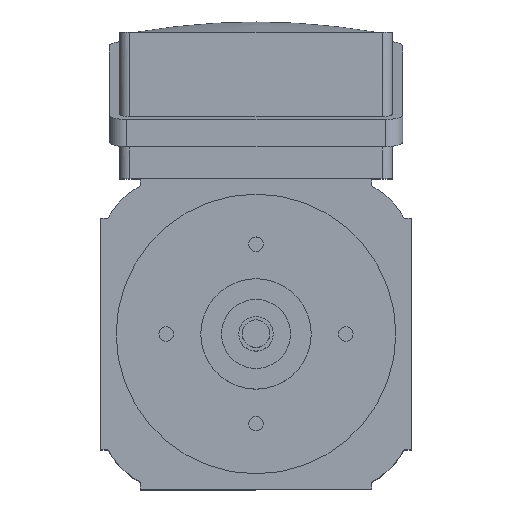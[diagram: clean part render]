
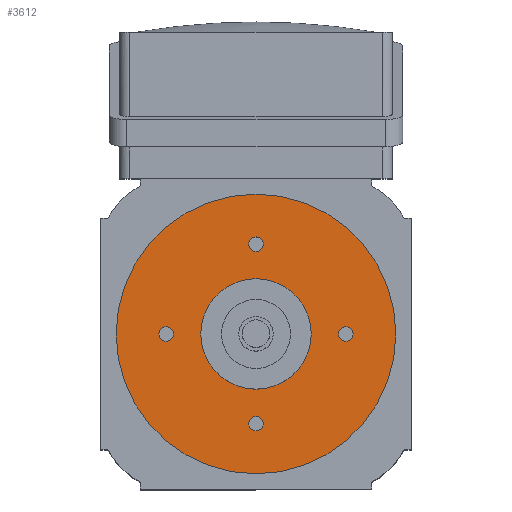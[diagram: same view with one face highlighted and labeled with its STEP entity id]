
A CAD part, top view. The second image highlights one B-rep face of the part: STEP entity #3612.
In plain terms, the highlighted planar face has unit normal (0, 0, 1).
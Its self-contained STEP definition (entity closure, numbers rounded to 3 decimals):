
#10 = CARTESIAN_POINT ( 'NONE',  ( 0., 0., 0. ) ) ;
#26 = DIRECTION ( 'NONE',  ( 1., 0., 0. ) ) ;
#35 = DIRECTION ( 'NONE',  ( 1., 0., 0. ) ) ;
#129 = EDGE_CURVE ( 'NONE', #3334, #1274, #3245, .T. ) ;
#159 = CARTESIAN_POINT ( 'NONE',  ( 26., 0., 0. ) ) ;
#213 = FACE_BOUND ( 'NONE', #4782, .T. ) ;
#242 = DIRECTION ( 'NONE',  ( 0., 0., 1. ) ) ;
#293 = DIRECTION ( 'NONE',  ( 0., 0., 1. ) ) ;
#307 = CIRCLE ( 'NONE', #2634, 40.5 ) ;
#314 = DIRECTION ( 'NONE',  ( 1., 0., 0. ) ) ;
#332 = CARTESIAN_POINT ( 'NONE',  ( -2.1, -26., 0. ) ) ;
#401 = DIRECTION ( 'NONE',  ( 1., 0., 0. ) ) ;
#484 = CARTESIAN_POINT ( 'NONE',  ( 28.1, 0., 0. ) ) ;
#590 = CIRCLE ( 'NONE', #931, 2.1 ) ;
#604 = ORIENTED_EDGE ( 'NONE', *, *, #2816, .F. ) ;
#675 = DIRECTION ( 'NONE',  ( 1., 0., 0. ) ) ;
#749 = PLANE ( 'NONE',  #2496 ) ;
#766 = DIRECTION ( 'NONE',  ( 0., 0., 1. ) ) ;
#819 = DIRECTION ( 'NONE',  ( 1., 0., 0. ) ) ;
#891 = AXIS2_PLACEMENT_3D ( 'NONE', #1944, #766, #819 ) ;
#913 = AXIS2_PLACEMENT_3D ( 'NONE', #2083, #2924, #26 ) ;
#931 = AXIS2_PLACEMENT_3D ( 'NONE', #1442, #5338, #3562 ) ;
#996 = EDGE_CURVE ( 'NONE', #4903, #4147, #3253, .T. ) ;
#1033 = ORIENTED_EDGE ( 'NONE', *, *, #2980, .F. ) ;
#1075 = DIRECTION ( 'NONE',  ( 1., 0., 0. ) ) ;
#1125 = DIRECTION ( 'NONE',  ( 0., 0., 1. ) ) ;
#1237 = CARTESIAN_POINT ( 'NONE',  ( 2.1, 26., 0. ) ) ;
#1274 = VERTEX_POINT ( 'NONE', #4068 ) ;
#1313 = EDGE_CURVE ( 'NONE', #2989, #4880, #307, .T. ) ;
#1429 = EDGE_CURVE ( 'NONE', #4880, #2989, #4585, .T. ) ;
#1434 = VERTEX_POINT ( 'NONE', #2040 ) ;
#1442 = CARTESIAN_POINT ( 'NONE',  ( -26., 0., 0. ) ) ;
#1449 = FACE_BOUND ( 'NONE', #2332, .T. ) ;
#1477 = CIRCLE ( 'NONE', #891, 2.1 ) ;
#1518 = ORIENTED_EDGE ( 'NONE', *, *, #2403, .F. ) ;
#1521 = ORIENTED_EDGE ( 'NONE', *, *, #3225, .F. ) ;
#1544 = AXIS2_PLACEMENT_3D ( 'NONE', #2342, #1125, #675 ) ;
#1608 = DIRECTION ( 'NONE',  ( 1., 0., 0. ) ) ;
#1696 = CARTESIAN_POINT ( 'NONE',  ( -40.5, 0., 0. ) ) ;
#1708 = DIRECTION ( 'NONE',  ( 0., 0., 1. ) ) ;
#1752 = CARTESIAN_POINT ( 'NONE',  ( 2.1, -26., 0. ) ) ;
#1805 = DIRECTION ( 'NONE',  ( 1., 0., 0. ) ) ;
#1837 = DIRECTION ( 'NONE',  ( 0., 0., 1. ) ) ;
#1848 = AXIS2_PLACEMENT_3D ( 'NONE', #3287, #2834, #3769 ) ;
#1854 = FACE_OUTER_BOUND ( 'NONE', #2063, .T. ) ;
#1917 = CIRCLE ( 'NONE', #2002, 16. ) ;
#1944 = CARTESIAN_POINT ( 'NONE',  ( 0., -26., 0. ) ) ;
#2002 = AXIS2_PLACEMENT_3D ( 'NONE', #2204, #1708, #3899 ) ;
#2040 = CARTESIAN_POINT ( 'NONE',  ( -2.1, 26., 0. ) ) ;
#2043 = CARTESIAN_POINT ( 'NONE',  ( -16., 0., 0. ) ) ;
#2063 = EDGE_LOOP ( 'NONE', ( #3011, #4595 ) ) ;
#2083 = CARTESIAN_POINT ( 'NONE',  ( 26., 0., 0. ) ) ;
#2097 = CARTESIAN_POINT ( 'NONE',  ( 16., 0., 0. ) ) ;
#2128 = CIRCLE ( 'NONE', #2478, 16. ) ;
#2151 = CIRCLE ( 'NONE', #1544, 2.1 ) ;
#2173 = CIRCLE ( 'NONE', #4988, 2.1 ) ;
#2204 = CARTESIAN_POINT ( 'NONE',  ( 0., 0., 0. ) ) ;
#2286 = CARTESIAN_POINT ( 'NONE',  ( 0., 26., 0. ) ) ;
#2332 = EDGE_LOOP ( 'NONE', ( #1033, #1518 ) ) ;
#2342 = CARTESIAN_POINT ( 'NONE',  ( 0., 26., 0. ) ) ;
#2346 = CARTESIAN_POINT ( 'NONE',  ( 0., 0., 0. ) ) ;
#2403 = EDGE_CURVE ( 'NONE', #3655, #3918, #2128, .T. ) ;
#2478 = AXIS2_PLACEMENT_3D ( 'NONE', #4522, #5375, #1608 ) ;
#2496 = AXIS2_PLACEMENT_3D ( 'NONE', #10, #3705, #35 ) ;
#2567 = CIRCLE ( 'NONE', #2818, 2.1 ) ;
#2624 = EDGE_CURVE ( 'NONE', #1274, #3334, #590, .T. ) ;
#2626 = EDGE_LOOP ( 'NONE', ( #1521, #4543 ) ) ;
#2634 = AXIS2_PLACEMENT_3D ( 'NONE', #2346, #293, #1075 ) ;
#2676 = AXIS2_PLACEMENT_3D ( 'NONE', #3996, #1837, #5225 ) ;
#2816 = EDGE_CURVE ( 'NONE', #3998, #1434, #2567, .T. ) ;
#2818 = AXIS2_PLACEMENT_3D ( 'NONE', #2286, #242, #314 ) ;
#2834 = DIRECTION ( 'NONE',  ( 0., 0., 1. ) ) ;
#2906 = ORIENTED_EDGE ( 'NONE', *, *, #2624, .F. ) ;
#2909 = CARTESIAN_POINT ( 'NONE',  ( 23.9, 0., 0. ) ) ;
#2924 = DIRECTION ( 'NONE',  ( 0., 0., 1. ) ) ;
#2980 = EDGE_CURVE ( 'NONE', #3918, #3655, #1917, .T. ) ;
#2989 = VERTEX_POINT ( 'NONE', #3422 ) ;
#3011 = ORIENTED_EDGE ( 'NONE', *, *, #1313, .T. ) ;
#3121 = VERTEX_POINT ( 'NONE', #1752 ) ;
#3166 = AXIS2_PLACEMENT_3D ( 'NONE', #3368, #5052, #401 ) ;
#3223 = FACE_BOUND ( 'NONE', #4117, .T. ) ;
#3225 = EDGE_CURVE ( 'NONE', #3121, #3296, #1477, .T. ) ;
#3245 = CIRCLE ( 'NONE', #1848, 2.1 ) ;
#3253 = CIRCLE ( 'NONE', #913, 2.1 ) ;
#3287 = CARTESIAN_POINT ( 'NONE',  ( -26., 0., 0. ) ) ;
#3296 = VERTEX_POINT ( 'NONE', #332 ) ;
#3334 = VERTEX_POINT ( 'NONE', #4945 ) ;
#3368 = CARTESIAN_POINT ( 'NONE',  ( 0., 0., 0. ) ) ;
#3370 = EDGE_CURVE ( 'NONE', #4147, #4903, #2173, .T. ) ;
#3401 = EDGE_LOOP ( 'NONE', ( #604, #3695 ) ) ;
#3422 = CARTESIAN_POINT ( 'NONE',  ( 40.5, 0., 0. ) ) ;
#3562 = DIRECTION ( 'NONE',  ( 1., 0., 0. ) ) ;
#3577 = EDGE_CURVE ( 'NONE', #1434, #3998, #2151, .T. ) ;
#3612 = ADVANCED_FACE ( 'NONE', ( #5327, #3223, #3961, #213, #1854, #1449 ), #749, .T. ) ;
#3655 = VERTEX_POINT ( 'NONE', #2097 ) ;
#3695 = ORIENTED_EDGE ( 'NONE', *, *, #3577, .F. ) ;
#3705 = DIRECTION ( 'NONE',  ( 0., 0., 1. ) ) ;
#3769 = DIRECTION ( 'NONE',  ( 1., 0., 0. ) ) ;
#3899 = DIRECTION ( 'NONE',  ( 1., 0., 0. ) ) ;
#3918 = VERTEX_POINT ( 'NONE', #2043 ) ;
#3961 = FACE_BOUND ( 'NONE', #2626, .T. ) ;
#3996 = CARTESIAN_POINT ( 'NONE',  ( 0., -26., 0. ) ) ;
#3998 = VERTEX_POINT ( 'NONE', #1237 ) ;
#4068 = CARTESIAN_POINT ( 'NONE',  ( -23.9, 0., 0. ) ) ;
#4117 = EDGE_LOOP ( 'NONE', ( #2906, #5264 ) ) ;
#4147 = VERTEX_POINT ( 'NONE', #2909 ) ;
#4522 = CARTESIAN_POINT ( 'NONE',  ( 0., 0., 0. ) ) ;
#4543 = ORIENTED_EDGE ( 'NONE', *, *, #4644, .F. ) ;
#4585 = CIRCLE ( 'NONE', #3166, 40.5 ) ;
#4595 = ORIENTED_EDGE ( 'NONE', *, *, #1429, .T. ) ;
#4644 = EDGE_CURVE ( 'NONE', #3296, #3121, #4881, .T. ) ;
#4782 = EDGE_LOOP ( 'NONE', ( #4909, #5055 ) ) ;
#4880 = VERTEX_POINT ( 'NONE', #1696 ) ;
#4881 = CIRCLE ( 'NONE', #2676, 2.1 ) ;
#4903 = VERTEX_POINT ( 'NONE', #484 ) ;
#4909 = ORIENTED_EDGE ( 'NONE', *, *, #996, .F. ) ;
#4945 = CARTESIAN_POINT ( 'NONE',  ( -28.1, 0., 0. ) ) ;
#4988 = AXIS2_PLACEMENT_3D ( 'NONE', #159, #5007, #1805 ) ;
#5007 = DIRECTION ( 'NONE',  ( 0., 0., 1. ) ) ;
#5052 = DIRECTION ( 'NONE',  ( 0., 0., 1. ) ) ;
#5055 = ORIENTED_EDGE ( 'NONE', *, *, #3370, .F. ) ;
#5225 = DIRECTION ( 'NONE',  ( 1., 0., 0. ) ) ;
#5264 = ORIENTED_EDGE ( 'NONE', *, *, #129, .F. ) ;
#5327 = FACE_BOUND ( 'NONE', #3401, .T. ) ;
#5338 = DIRECTION ( 'NONE',  ( 0., 0., 1. ) ) ;
#5375 = DIRECTION ( 'NONE',  ( 0., 0., 1. ) ) ;
